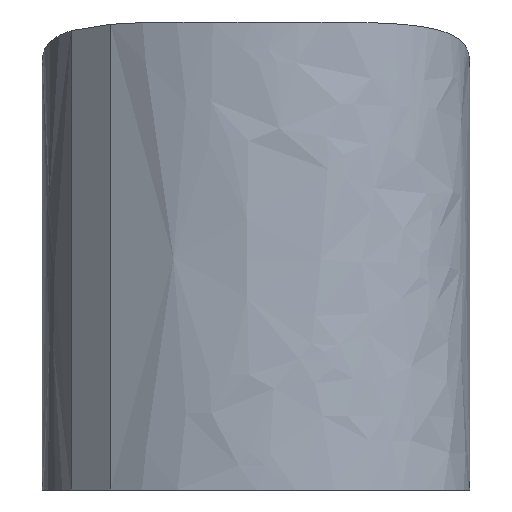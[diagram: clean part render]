
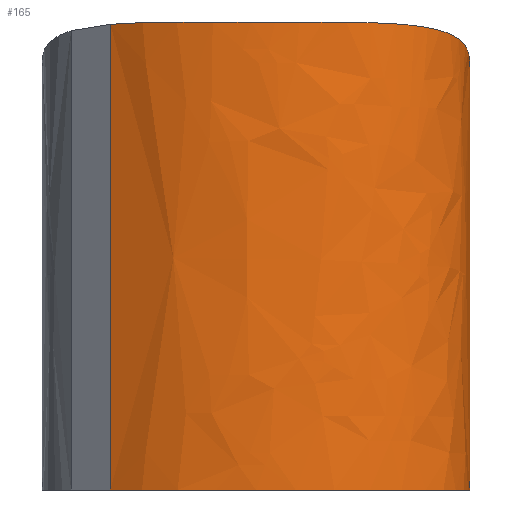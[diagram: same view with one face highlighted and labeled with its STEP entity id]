
A CAD part, front view. The second image highlights one B-rep face of the part: STEP entity #165.
In plain terms, the highlighted free-form (B-spline) face has degree [3, 1] with [7, 2] control points.
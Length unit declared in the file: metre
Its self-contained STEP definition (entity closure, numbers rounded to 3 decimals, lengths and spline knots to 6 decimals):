
#22=ELLIPSE('',#218,0.003698,0.002561);
#23=ELLIPSE('',#219,0.003698,0.002561);
#27=B_SPLINE_CURVE_WITH_KNOTS('',3,(#323,#324,#325,#326),.UNSPECIFIED.,
 .F.,.F.,(4,4),(0.,0.001884),.UNSPECIFIED.);
#28=B_SPLINE_CURVE_WITH_KNOTS('',3,(#331,#332,#333,#334,#335,#336,#337),
 .UNSPECIFIED.,.F.,.F.,(4,1,1,1,4),(0.,0.001075,0.002149,
0.003224,0.004298),.UNSPECIFIED.);
#31=B_SPLINE_SURFACE_WITH_KNOTS('',3,1,((#306,#307),(#308,#309),(#310,#311),
(#312,#313),(#314,#315),(#316,#317),(#318,#319)),
 .SURF_OF_LINEAR_EXTRUSION.,.F.,.F.,.F.,(4,1,1,1,4),(2,2),(0.820612,
1.400857,1.981102,2.561347,3.141593),(0.,
1.),.UNSPECIFIED.);
#46=ORIENTED_EDGE('',*,*,#86,.F.);
#47=ORIENTED_EDGE('',*,*,#87,.T.);
#48=ORIENTED_EDGE('',*,*,#83,.T.);
#49=ORIENTED_EDGE('',*,*,#88,.T.);
#50=ORIENTED_EDGE('',*,*,#89,.F.);
#51=ORIENTED_EDGE('',*,*,#90,.T.);
#83=EDGE_CURVE('',#103,#104,#115,.T.);
#86=EDGE_CURVE('',#105,#106,#22,.T.);
#87=EDGE_CURVE('',#105,#103,#27,.T.);
#88=EDGE_CURVE('',#104,#107,#23,.T.);
#89=EDGE_CURVE('',#108,#107,#116,.T.);
#90=EDGE_CURVE('',#108,#106,#28,.T.);
#103=VERTEX_POINT('',#296);
#104=VERTEX_POINT('',#297);
#105=VERTEX_POINT('',#321);
#106=VERTEX_POINT('',#322);
#107=VERTEX_POINT('',#328);
#108=VERTEX_POINT('',#330);
#115=LINE('',#295,#126);
#116=LINE('',#329,#127);
#126=VECTOR('',#238,1.);
#127=VECTOR('',#243,1.);
#136=EDGE_LOOP('',(#46,#47,#48,#49,#50,#51));
#145=FACE_BOUND('',#136,.T.);
#165=ADVANCED_FACE('',(#145),#31,.F.);
#218=AXIS2_PLACEMENT_3D('',#320,#239,#240);
#219=AXIS2_PLACEMENT_3D('',#327,#241,#242);
#238=DIRECTION('',(0.,0.,-1.));
#239=DIRECTION('',(0.,0.,1.));
#240=DIRECTION('',(-1.,0.,0.));
#241=DIRECTION('',(0.,0.,1.));
#242=DIRECTION('',(-1.,0.,0.));
#243=DIRECTION('',(0.,0.,-1.));
#295=CARTESIAN_POINT('',(0.032646,0.040652,0.023));
#296=CARTESIAN_POINT('',(0.032646,0.040652,0.00806));
#297=CARTESIAN_POINT('',(0.032646,0.040652,0.));
#306=CARTESIAN_POINT('',(0.032646,0.040652,0.0081));
#307=CARTESIAN_POINT('',(0.032646,0.040652,0.));
#308=CARTESIAN_POINT('',(0.033169,0.040314,0.0081));
#309=CARTESIAN_POINT('',(0.033169,0.040314,0.));
#310=CARTESIAN_POINT('',(0.034506,0.039855,0.0081));
#311=CARTESIAN_POINT('',(0.034506,0.039855,0.));
#312=CARTESIAN_POINT('',(0.036728,0.040041,0.0081));
#313=CARTESIAN_POINT('',(0.036728,0.040041,0.));
#314=CARTESIAN_POINT('',(0.038439,0.04104,0.0081));
#315=CARTESIAN_POINT('',(0.038439,0.04104,0.));
#316=CARTESIAN_POINT('',(0.038866,0.04203,0.0081));
#317=CARTESIAN_POINT('',(0.038866,0.04203,0.));
#318=CARTESIAN_POINT('',(0.038866,0.042526,0.0081));
#319=CARTESIAN_POINT('',(0.038866,0.042526,0.));
#320=CARTESIAN_POINT('',(0.035167,0.042526,0.0081));
#321=CARTESIAN_POINT('',(0.034418,0.040017,0.0081));
#322=CARTESIAN_POINT('',(0.035917,0.040017,0.0081));
#323=CARTESIAN_POINT('',(0.034418,0.040017,0.0081));
#324=CARTESIAN_POINT('',(0.033787,0.040108,0.0081));
#325=CARTESIAN_POINT('',(0.033182,0.040305,0.008104));
#326=CARTESIAN_POINT('',(0.032646,0.040652,0.00806));
#327=CARTESIAN_POINT('',(0.035167,0.042526,0.));
#328=CARTESIAN_POINT('',(0.038866,0.042526,0.));
#329=CARTESIAN_POINT('',(0.038866,0.042526,0.023));
#330=CARTESIAN_POINT('',(0.038866,0.042526,0.007436));
#331=CARTESIAN_POINT('',(0.038866,0.042526,0.007436));
#332=CARTESIAN_POINT('',(0.038866,0.04221,0.007616));
#333=CARTESIAN_POINT('',(0.038684,0.041547,0.007896));
#334=CARTESIAN_POINT('',(0.037932,0.040749,0.008061));
#335=CARTESIAN_POINT('',(0.036976,0.040245,0.008099));
#336=CARTESIAN_POINT('',(0.036274,0.040068,0.0081));
#337=CARTESIAN_POINT('',(0.035917,0.040017,0.0081));
